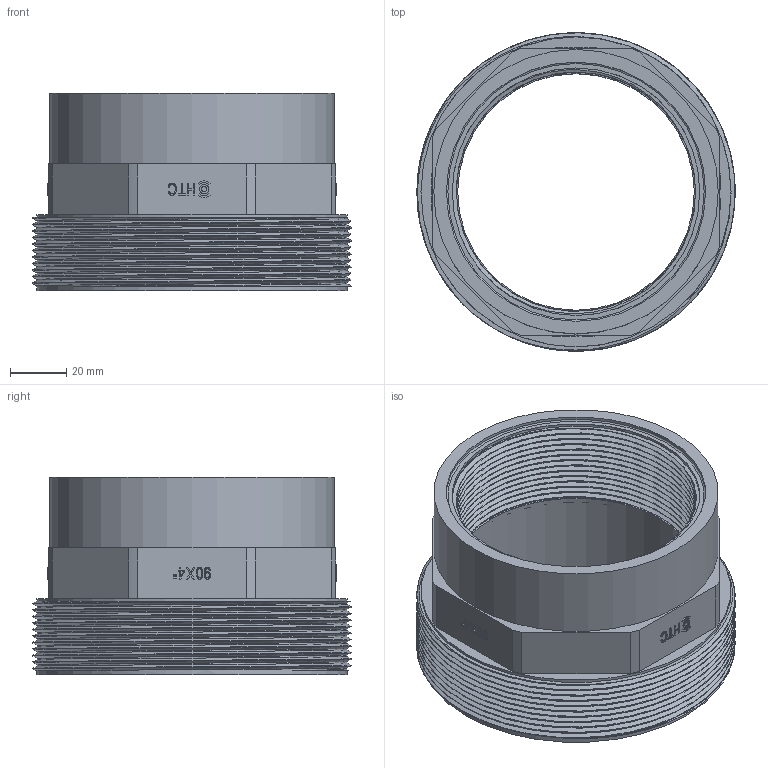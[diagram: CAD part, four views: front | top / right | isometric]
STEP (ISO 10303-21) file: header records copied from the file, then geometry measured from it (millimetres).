
FILE_DESCRIPTION(/* description */ (''),/* implementation_level */ '2;1');
FILE_NAME(/* name */ 'AF0600.SIG.090.step',/* time_stamp */ '2026-01-07T09:12:25+01:00',/* author */ (''),/* organization */ (''),/* preprocessor_version */ 'ST-DEVELOPER v20.1',/* originating_system */ 'Autodesk Translation Framework v14.21.0.0',/* authorisation */ '');
FILE_SCHEMA (('AUTOMOTIVE_DESIGN { 1 0 10303 214 3 1 1 }'));
Length unit declared in the file: millimetre
Products named in the file (1): 2026-01-07-08-01-13-406
Bounding box: 113.03 x 113.03 x 70 mm (x, y, z)
Volume: 210336.4 mm3; surface area: 66475.5 mm2
Topology: 1 solids, 1 shells, 268 faces, 696 edges, 464 vertices
Faces by surface type: plane 152, cylinder 70, bspline 45, torus 1
Full cylindrical faces by diameter (mm): 1.8 x1, 3.2 x1, 84 x1, 84.926 x12, 87.884 x13, 92 x1, 93.6 x1, 101 x1, 105 x1, 110.072 x11, 113.03 x10
Entity records: 29006 total; most frequent: CARTESIAN_POINT 22832, ORIENTED_EDGE 1392, DIRECTION 1009, EDGE_CURVE 696, VERTEX_POINT 464, LINE 449, VECTOR 449, EDGE_LOOP 304
